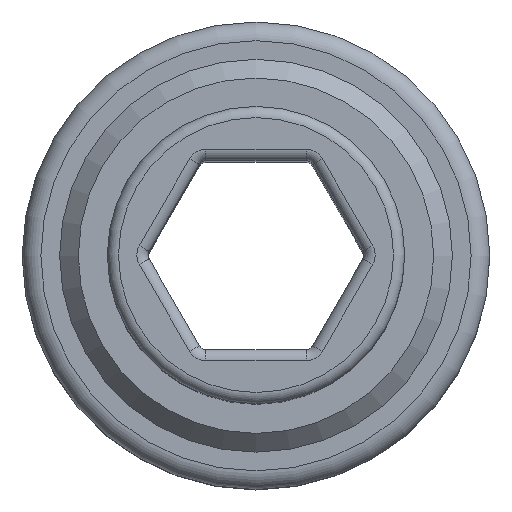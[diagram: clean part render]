
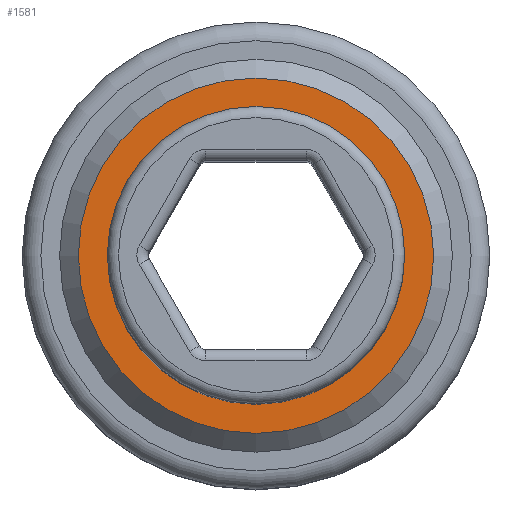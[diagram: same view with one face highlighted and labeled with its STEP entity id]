
A CAD part, top view. The second image highlights one B-rep face of the part: STEP entity #1581.
In plain terms, the highlighted planar face has unit normal (0, 0, 1).
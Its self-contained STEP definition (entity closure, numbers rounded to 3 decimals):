
#18=FACE_BOUND('',#488,.T.);
#41=PLANE('',#1795);
#377=FACE_OUTER_BOUND('',#487,.T.);
#487=EDGE_LOOP('',(#1344));
#488=EDGE_LOOP('',(#1345));
#551=CIRCLE('',#1663,4.75);
#566=CIRCLE('',#1684,3.975);
#682=VERTEX_POINT('',#2495);
#699=VERTEX_POINT('',#2559);
#817=EDGE_CURVE('',#682,#682,#551,.T.);
#839=EDGE_CURVE('',#699,#699,#566,.T.);
#1344=ORIENTED_EDGE('',*,*,#817,.T.);
#1345=ORIENTED_EDGE('',*,*,#839,.F.);
#1581=ADVANCED_FACE('',(#377,#18),#41,.T.);
#1663=AXIS2_PLACEMENT_3D('',#2497,#1929,#1930);
#1684=AXIS2_PLACEMENT_3D('',#2560,#1978,#1979);
#1795=AXIS2_PLACEMENT_3D('',#2870,#2285,#2286);
#1929=DIRECTION('center_axis',(0.,0.,1.));
#1930=DIRECTION('ref_axis',(1.,0.,0.));
#1978=DIRECTION('center_axis',(0.,0.,1.));
#1979=DIRECTION('ref_axis',(1.,0.,0.));
#2285=DIRECTION('center_axis',(0.,0.,1.));
#2286=DIRECTION('ref_axis',(1.,0.,0.));
#2495=CARTESIAN_POINT('',(4.75,0.,7.55));
#2497=CARTESIAN_POINT('Origin',(0.,0.,7.55));
#2559=CARTESIAN_POINT('',(3.975,0.,7.55));
#2560=CARTESIAN_POINT('Origin',(0.,0.,7.55));
#2870=CARTESIAN_POINT('Origin',(0.,0.,7.55));
